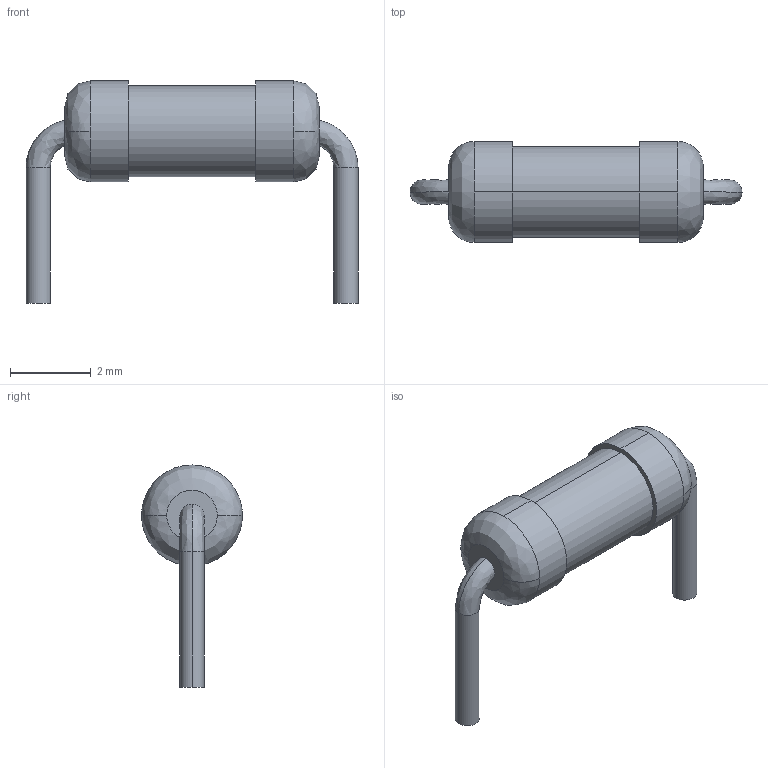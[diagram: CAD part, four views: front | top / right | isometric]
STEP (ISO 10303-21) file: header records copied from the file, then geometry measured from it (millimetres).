
FILE_DESCRIPTION (( 'STEP AP203' ), '1' );
FILE_NAME ('R_Axial_DIN0207_L6_3mm_D2_5mm_P7_62mm_Horizontal004.step', '2019-10-07T21:48:06', ( '' ), ( '' ), 'SwSTEP 2.0', 'SolidWorks 2017', '' );
FILE_SCHEMA (( 'CONFIG_CONTROL_DESIGN' ));
Length unit declared in the file: millimetre
Products named in the file (2): SOLID005; R_Axial_DIN0207_L6_3mm_D2_5mm_P7_62mm_Horizontal004
Assembly tree (1 placements, depth 2):
  R_Axial_DIN0207_L6_3mm_D2_5mm_P7_62mm_Horizontal004
    SOLID005
Bounding box: 8.22 x 2.5 x 5.5 mm (x, y, z)
Volume: 29.4 mm3; surface area: 71.1 mm2
Topology: 1 solids, 1 shells, 24 faces, 50 edges, 32 vertices
Faces by surface type: cylinder 10, bspline 8, plane 6
Entity records: 966 total; most frequent: CARTESIAN_POINT 278, DIRECTION 114, ORIENTED_EDGE 100, AXIS2_PLACEMENT_3D 52, EDGE_CURVE 50, CIRCLE 32, VERTEX_POINT 32, EDGE_LOOP 28
